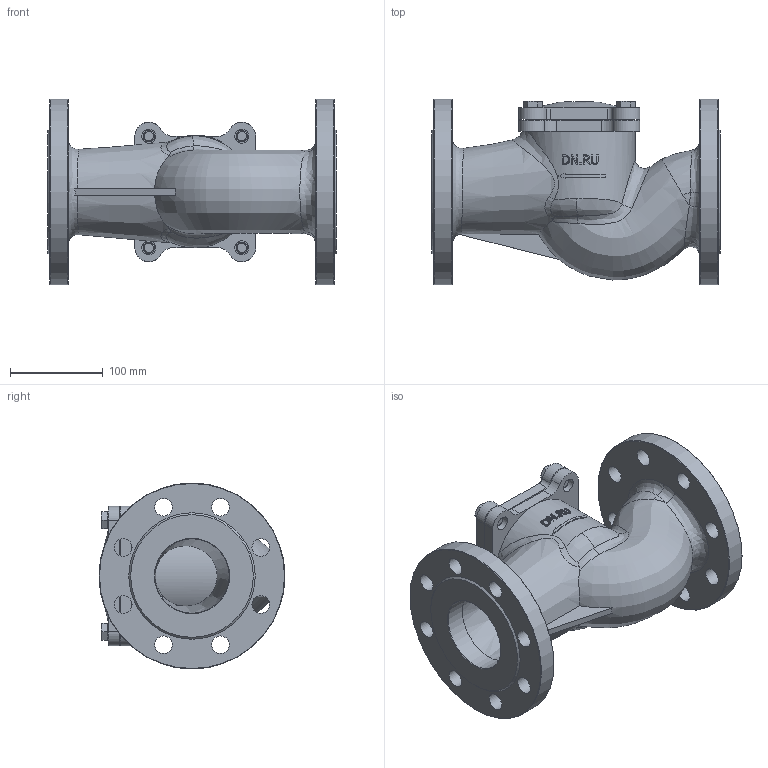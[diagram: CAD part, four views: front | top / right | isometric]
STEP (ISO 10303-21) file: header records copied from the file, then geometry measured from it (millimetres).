
FILE_DESCRIPTION(/* description */ (''),/* implementation_level */ '2;1');
FILE_NAME(/* name */ 'DN80_3D_STEP.stp',/* time_stamp */ '2024-03-27T17:18:59+03:00',/* author */ ('igorr'),/* organization */ (''),/* preprocessor_version */ 'ST-DEVELOPER v19.2',/* originating_system */ 'Autodesk Inventor 2023',/* authorisation */ '');
FILE_SCHEMA (('AUTOMOTIVE_DESIGN { 1 0 10303 214 3 1 1 }'));
Length unit declared in the file: millimetre
Products named in the file (3): Сборка; Деталь1; AS 1110 - M12 x 20
Assembly tree (5 placements, depth 2):
  Сборка
    Деталь1
    AS 1110 - M12 x 20  x4
Bounding box: 310 x 200 x 200 mm (x, y, z)
Volume: 3044300 mm3; surface area: 376578.4 mm2
Topology: 5 solids, 5 shells, 282 faces, 692 edges, 441 vertices
Faces by surface type: plane 131, cylinder 65, bspline 48, cone 36, torus 2
Full cylindrical faces by diameter (mm): 12 x4, 15 x8, 18 x4, 19 x16, 80 x2, 90 x1, 200 x2
Entity records: 10727 total; most frequent: CARTESIAN_POINT 5433, ORIENTED_EDGE 1076, DIRECTION 945, EDGE_CURVE 538, AXIS2_PLACEMENT_3D 368, VERTEX_POINT 351, EDGE_LOOP 277, FACE_OUTER_BOUND 210
